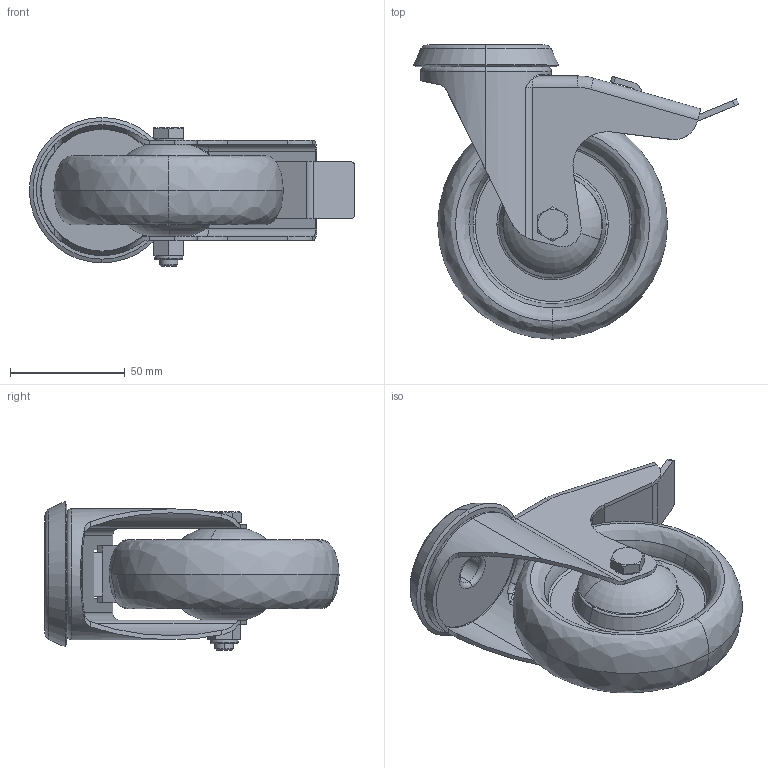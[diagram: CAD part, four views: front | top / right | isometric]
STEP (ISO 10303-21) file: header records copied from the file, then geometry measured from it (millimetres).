
FILE_DESCRIPTION (( 'STEP AP214' ), '1' );
FILE_NAME ('0030495.step', '2021-05-05T11:57:00', ( 'Windows-Benutzer' ), ( '' ), 'SwSTEP 2.0', 'SolidWorks 2020', '' );
FILE_SCHEMA (( 'AUTOMOTIVE_DESIGN' ));
Length unit declared in the file: millimetre
Products named in the file (1): 0030495
Bounding box: 141.64 x 128 x 64.84 mm (x, y, z)
Volume: 210719.5 mm3; surface area: 99969.3 mm2
Topology: 8 solids, 10 shells, 325 faces, 736 edges, 444 vertices
Faces by surface type: plane 94, cylinder 91, torus 86, cone 38, bspline 16
Entity records: 13302 total; most frequent: CARTESIAN_POINT 2184, DIRECTION 1706, ORIENTED_EDGE 1464, EDGE_CURVE 732, AXIS2_PLACEMENT_3D 722, VERTEX_POINT 444, CIRCLE 412, EDGE_LOOP 366
